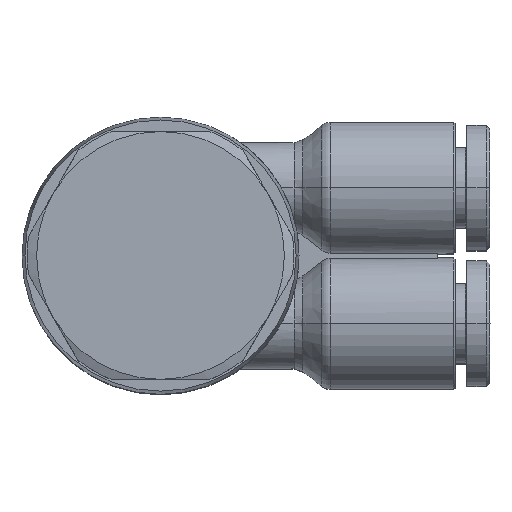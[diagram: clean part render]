
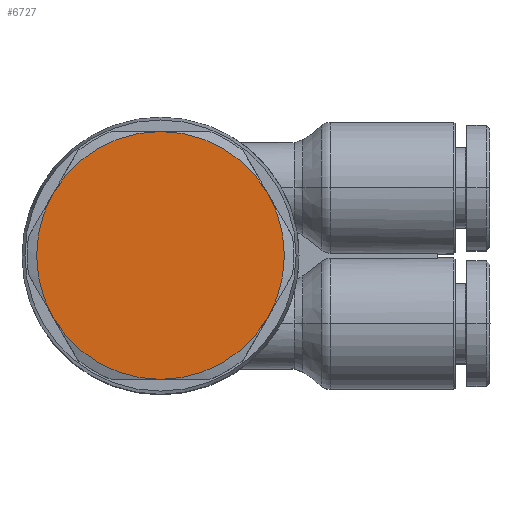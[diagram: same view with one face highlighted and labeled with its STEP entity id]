
A CAD part, top view. The second image highlights one B-rep face of the part: STEP entity #6727.
In plain terms, the highlighted planar face has unit normal (0, 0, 1).
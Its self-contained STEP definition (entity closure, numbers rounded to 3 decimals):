
#6097=CARTESIAN_POINT('',(0.,-3.85,12.0));
#6098=VERTEX_POINT('',#6097);
#6121=CARTESIAN_POINT('',(7.361,0.4,12.0));
#6122=VERTEX_POINT('',#6121);
#6136=CARTESIAN_POINT('',(0.,4.65,12.0));
#6137=DIRECTION('',(0.0,0.0,1.0));
#6138=DIRECTION('',(0.0,1.0,0.0));
#6139=AXIS2_PLACEMENT_3D('',#6136,#6137,#6138);
#6140=CIRCLE('',#6139,8.5);
#6141=EDGE_CURVE('',#6098,#6122,#6140,.T.);
#6151=CARTESIAN_POINT('',(7.361,8.9,12.0));
#6152=VERTEX_POINT('',#6151);
#6168=CARTESIAN_POINT('',(0.,4.65,12.0));
#6169=DIRECTION('',(0.0,0.0,1.0));
#6170=DIRECTION('',(0.0,1.0,0.0));
#6171=AXIS2_PLACEMENT_3D('',#6168,#6169,#6170);
#6172=CIRCLE('',#6171,8.5);
#6173=EDGE_CURVE('',#6122,#6152,#6172,.T.);
#6207=CARTESIAN_POINT('',(-7.361,0.4,12.0));
#6208=VERTEX_POINT('',#6207);
#6244=CARTESIAN_POINT('',(0.,4.65,12.0));
#6245=DIRECTION('',(0.0,0.0,1.0));
#6246=DIRECTION('',(0.0,1.0,0.0));
#6247=AXIS2_PLACEMENT_3D('',#6244,#6245,#6246);
#6248=CIRCLE('',#6247,8.5);
#6249=EDGE_CURVE('',#6208,#6098,#6248,.T.);
#6261=CARTESIAN_POINT('',(-7.361,8.9,12.0));
#6262=VERTEX_POINT('',#6261);
#6298=CARTESIAN_POINT('',(0.,4.65,12.0));
#6299=DIRECTION('',(0.0,0.0,1.0));
#6300=DIRECTION('',(0.0,1.0,0.0));
#6301=AXIS2_PLACEMENT_3D('',#6298,#6299,#6300);
#6302=CIRCLE('',#6301,8.5);
#6303=EDGE_CURVE('',#6262,#6208,#6302,.T.);
#6313=CARTESIAN_POINT('',(0.,13.15,12.0));
#6314=VERTEX_POINT('',#6313);
#6330=CARTESIAN_POINT('',(0.,4.65,12.0));
#6331=DIRECTION('',(0.0,0.0,1.0));
#6332=DIRECTION('',(0.0,1.0,0.0));
#6333=AXIS2_PLACEMENT_3D('',#6330,#6331,#6332);
#6334=CIRCLE('',#6333,8.5);
#6335=EDGE_CURVE('',#6152,#6314,#6334,.T.);
#6404=CARTESIAN_POINT('',(0.,4.65,12.0));
#6405=DIRECTION('',(0.0,0.0,1.0));
#6406=DIRECTION('',(0.0,1.0,0.0));
#6407=AXIS2_PLACEMENT_3D('',#6404,#6405,#6406);
#6408=CIRCLE('',#6407,8.5);
#6409=EDGE_CURVE('',#6314,#6262,#6408,.T.);
#6714=CARTESIAN_POINT('',(0.,4.65,12.0));
#6715=DIRECTION('',(0.0,0.0,-1.0));
#6716=DIRECTION('',(0.0,-1.0,0.0));
#6717=AXIS2_PLACEMENT_3D('',#6714,#6715,#6716);
#6718=PLANE('',#6717);
#6719=ORIENTED_EDGE('',*,*,#6173,.T.);
#6720=ORIENTED_EDGE('',*,*,#6335,.T.);
#6721=ORIENTED_EDGE('',*,*,#6409,.T.);
#6722=ORIENTED_EDGE('',*,*,#6303,.T.);
#6723=ORIENTED_EDGE('',*,*,#6249,.T.);
#6724=ORIENTED_EDGE('',*,*,#6141,.T.);
#6725=EDGE_LOOP('',(#6719,#6720,#6721,#6722,#6723,#6724));
#6726=FACE_OUTER_BOUND('',#6725,.T.);
#6727=ADVANCED_FACE('',(#6726),#6718,.F.);
